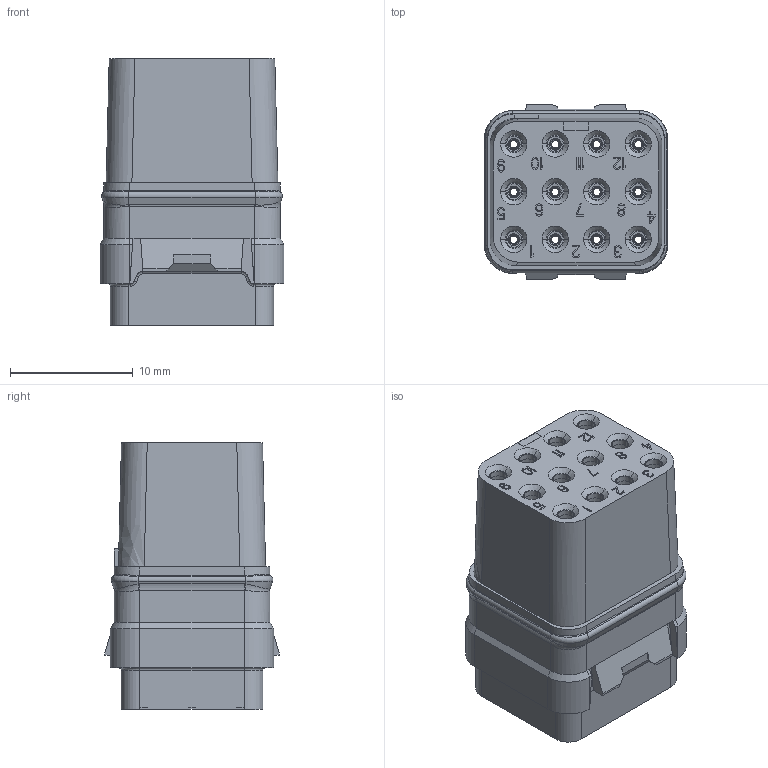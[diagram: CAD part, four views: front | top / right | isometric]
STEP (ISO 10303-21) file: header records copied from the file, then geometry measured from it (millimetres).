
FILE_DESCRIPTION((''),'2;1');
FILE_NAME('SIME1220SN','2019-12-10T',('presta_be4'),(''),'CREO PARAMETRIC BY PTC INC, 2018360','CREO PARAMETRIC BY PTC INC, 2018360','');
FILE_SCHEMA(('CONFIG_CONTROL_DESIGN'));
Products named in the file (1): SIME1220SN
Bounding box: 15 x 14.2 x 21.77 mm (x, y, z)
Volume: 2156.3 mm3; surface area: 3729.3 mm2
Topology: 1 solids, 1 shells, 2058 faces, 5174 edges, 3228 vertices
Faces by surface type: plane 1200, cylinder 318, torus 304, cone 204, bspline 32
Entity records: 62545 total; most frequent: CARTESIAN_POINT 12383, DIRECTION 10522, ORIENTED_EDGE 10348, EDGE_CURVE 5174, VECTOR 3706, LINE 3706, AXIS2_PLACEMENT_3D 3408, VERTEX_POINT 3228
